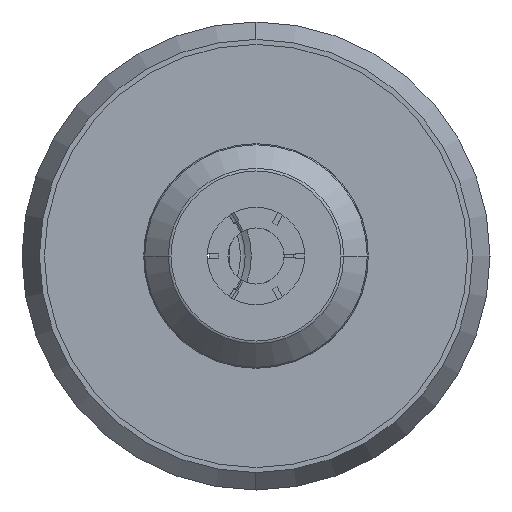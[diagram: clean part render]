
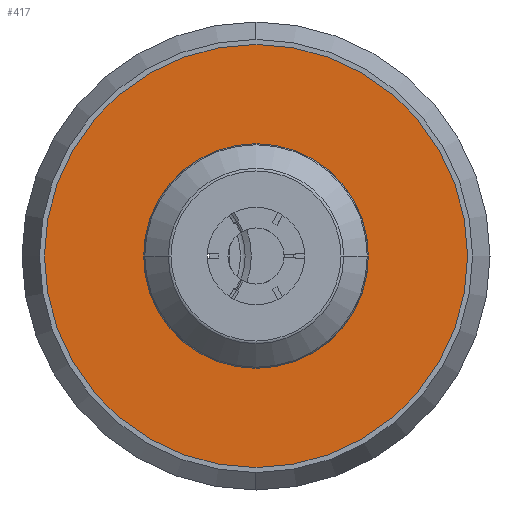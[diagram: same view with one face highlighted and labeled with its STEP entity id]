
A CAD part, left-side view. The second image highlights one B-rep face of the part: STEP entity #417.
In plain terms, the highlighted planar face has unit normal (-1, 0, 0).
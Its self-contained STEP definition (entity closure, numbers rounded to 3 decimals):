
#4 = ORIENTED_EDGE ( 'NONE', *, *, #348, .F. ) ;
#8 = VERTEX_POINT ( 'NONE', #2041 ) ;
#9 = VERTEX_POINT ( 'NONE', #2043 ) ;
#11 = ORIENTED_EDGE ( 'NONE', *, *, #418, .F. ) ;
#14 = EDGE_LOOP ( 'NONE', ( #4, #11 ) ) ;
#15 = EDGE_LOOP ( 'NONE', ( #349, #419 ) ) ;
#18 = EDGE_CURVE ( 'NONE', #9, #8, #2042, .T. ) ;
#325 = VERTEX_POINT ( 'NONE', #2635 ) ;
#326 = VERTEX_POINT ( 'NONE', #2628 ) ;
#328 = EDGE_CURVE ( 'NONE', #8, #9, #2641, .T. ) ;
#348 = EDGE_CURVE ( 'NONE', #325, #326, #2581, .T. ) ;
#349 = ORIENTED_EDGE ( 'NONE', *, *, #328, .T. ) ;
#417 = ADVANCED_FACE ( 'NONE', ( #2876, #2871 ), #2794, .T. ) ;
#418 = EDGE_CURVE ( 'NONE', #326, #325, #2793, .T. ) ;
#419 = ORIENTED_EDGE ( 'NONE', *, *, #18, .T. ) ;
#2031 = DIRECTION ( 'NONE',  ( 0., -1., 0. ) ) ;
#2032 = DIRECTION ( 'NONE',  ( -1., 0., 0. ) ) ;
#2033 = AXIS2_PLACEMENT_3D ( 'NONE', #2054, #2032, #2031 ) ;
#2041 = CARTESIAN_POINT ( 'NONE',  ( -75.625, -1.881, 36.476 ) ) ;
#2042 = CIRCLE ( 'NONE', #2033, 11.3 ) ;
#2043 = CARTESIAN_POINT ( 'NONE',  ( -75.625, 20.719, 36.476 ) ) ;
#2054 = CARTESIAN_POINT ( 'NONE',  ( -75.625, 9.419, 36.476 ) ) ;
#2557 = DIRECTION ( 'NONE',  ( 0., -1., 0. ) ) ;
#2558 = DIRECTION ( 'NONE',  ( -1., 0., 0. ) ) ;
#2559 = CARTESIAN_POINT ( 'NONE',  ( -75.625, 9.419, 36.476 ) ) ;
#2570 = AXIS2_PLACEMENT_3D ( 'NONE', #2559, #2558, #2557 ) ;
#2581 = CIRCLE ( 'NONE', #2570, 5.3 ) ;
#2599 = DIRECTION ( 'NONE',  ( 0., -1., 0. ) ) ;
#2600 = DIRECTION ( 'NONE',  ( -1., 0., 0. ) ) ;
#2601 = AXIS2_PLACEMENT_3D ( 'NONE', #2629, #2600, #2599 ) ;
#2628 = CARTESIAN_POINT ( 'NONE',  ( -75.625, 4.119, 36.476 ) ) ;
#2629 = CARTESIAN_POINT ( 'NONE',  ( -75.625, 9.419, 36.476 ) ) ;
#2635 = CARTESIAN_POINT ( 'NONE',  ( -75.625, 14.719, 36.476 ) ) ;
#2641 = CIRCLE ( 'NONE', #2601, 11.3 ) ;
#2793 = CIRCLE ( 'NONE', #2850, 5.3 ) ;
#2794 = PLANE ( 'NONE',  #2802 ) ;
#2802 = AXIS2_PLACEMENT_3D ( 'NONE', #2875, #2852, #2851 ) ;
#2847 = DIRECTION ( 'NONE',  ( 0., -1., 0. ) ) ;
#2848 = DIRECTION ( 'NONE',  ( -1., 0., 0. ) ) ;
#2849 = CARTESIAN_POINT ( 'NONE',  ( -75.625, 9.419, 36.476 ) ) ;
#2850 = AXIS2_PLACEMENT_3D ( 'NONE', #2849, #2848, #2847 ) ;
#2851 = DIRECTION ( 'NONE',  ( 0., -1., 0. ) ) ;
#2852 = DIRECTION ( 'NONE',  ( -1., 0., 0. ) ) ;
#2871 = FACE_BOUND ( 'NONE', #14, .T. ) ;
#2875 = CARTESIAN_POINT ( 'NONE',  ( -75.625, 9.419, 36.476 ) ) ;
#2876 = FACE_OUTER_BOUND ( 'NONE', #15, .T. ) ;
